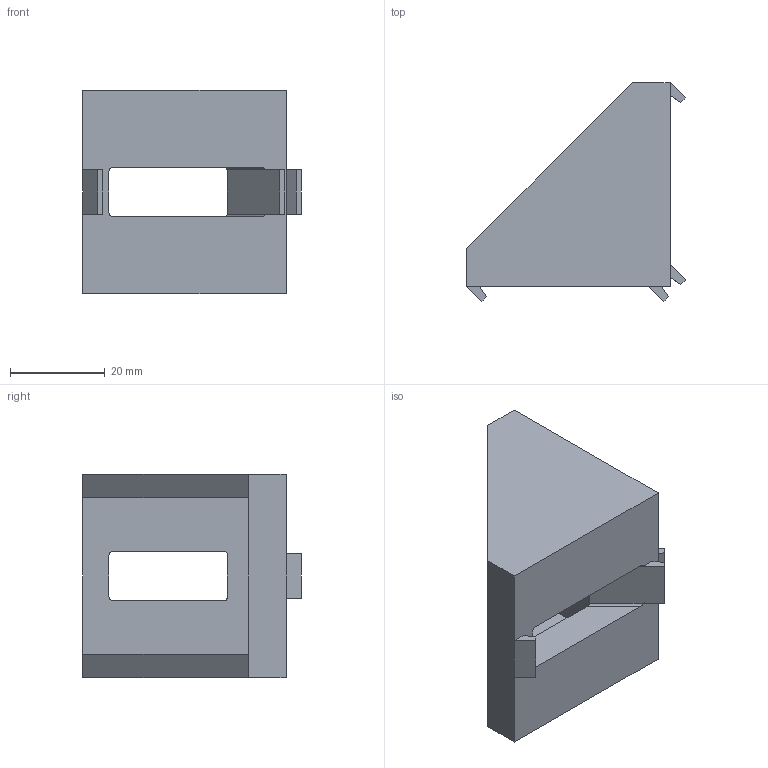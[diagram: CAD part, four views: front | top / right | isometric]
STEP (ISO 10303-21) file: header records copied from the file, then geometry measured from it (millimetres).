
FILE_DESCRIPTION(/* description */ ('SQUADRETTA 42X42X42 PER CAVA 8 CON'),/* implementation_level */ '2;1');
FILE_NAME(/* name */ 'DSQAL0000063.stp',/* time_stamp */ '2018-05-10T15:30:21+02:00',/* author */ ('fzagni'),/* organization */ (''),/* preprocessor_version */ 'ST-DEVELOPER v16.1',/* originating_system */ 'Autodesk Inventor 2016',/* authorisation */ '');
FILE_SCHEMA (('AUTOMOTIVE_DESIGN { 1 0 10303 214 3 1 1 }'));
Length unit declared in the file: millimetre
Products named in the file (1): DSQAL0000063
Bounding box: 46.18 x 46.18 x 43 mm (x, y, z)
Volume: 28323.8 mm3; surface area: 11257.4 mm2
Topology: 1 solids, 1 shells, 46 faces, 120 edges, 76 vertices
Faces by surface type: plane 38, cylinder 8
Entity records: 1416 total; most frequent: CARTESIAN_POINT 243, ORIENTED_EDGE 240, DIRECTION 230, EDGE_CURVE 120, LINE 104, VECTOR 104, VERTEX_POINT 76, AXIS2_PLACEMENT_3D 63
